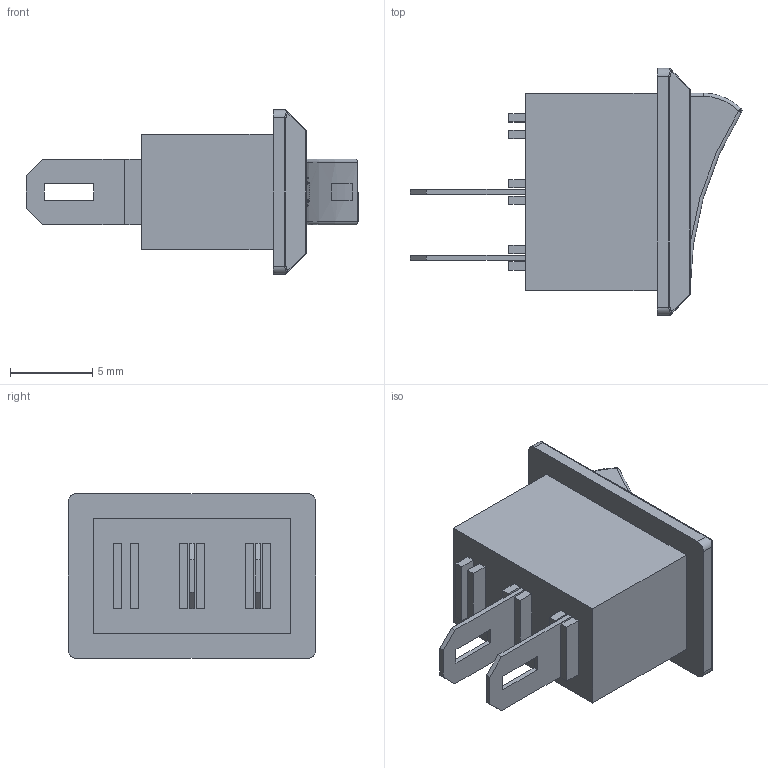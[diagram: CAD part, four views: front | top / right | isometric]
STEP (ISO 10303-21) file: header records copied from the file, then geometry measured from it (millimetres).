
FILE_DESCRIPTION (( 'STEP AP203' ), '1' );
FILE_NAME ('10x15mm SPST 2pin on_off G130 Boat Rocker Switch 3A-250V.STEP', '2018-08-14T06:35:29', ( '' ), ( '' ), 'SwSTEP 2.0', 'SolidWorks 2018', '' );
FILE_SCHEMA (( 'CONFIG_CONTROL_DESIGN' ));
Length unit declared in the file: millimetre
Products named in the file (1): 10x15mm SPST 2pin on_off G130 Boat Rocker Switch 3A-250V
Bounding box: 20.15 x 15 x 10 mm (x, y, z)
Volume: 1017 mm3; surface area: 863.3 mm2
Topology: 1 solids, 1 shells, 119 faces, 276 edges, 172 vertices
Faces by surface type: plane 70, cylinder 25, sphere 12, bspline 8, torus 4
Entity records: 3515 total; most frequent: CARTESIAN_POINT 768, ORIENTED_EDGE 552, DIRECTION 538, EDGE_CURVE 276, VECTOR 194, LINE 194, AXIS2_PLACEMENT_3D 172, VERTEX_POINT 172
